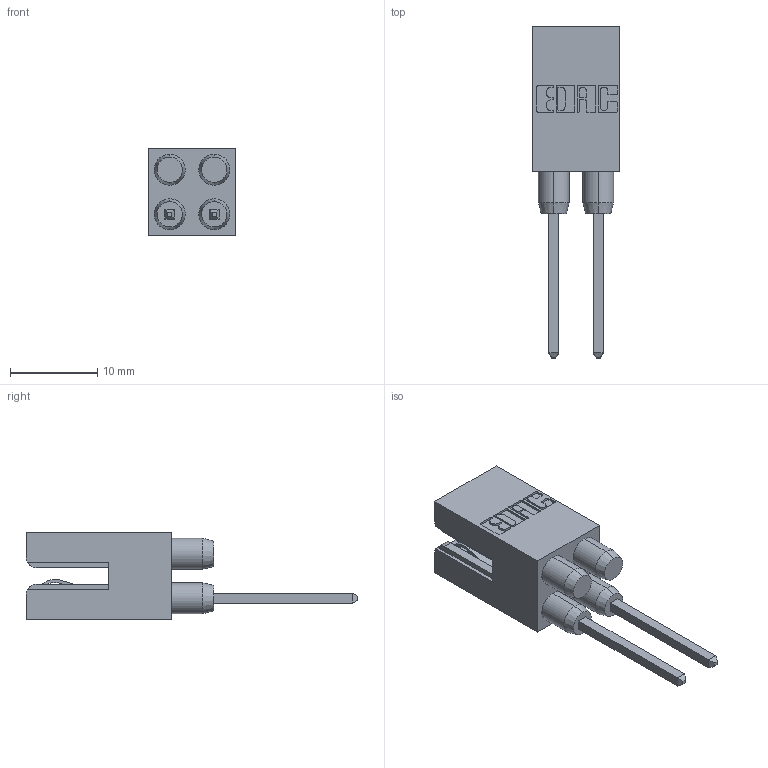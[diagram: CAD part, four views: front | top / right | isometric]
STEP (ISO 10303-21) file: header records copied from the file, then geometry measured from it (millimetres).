
FILE_DESCRIPTION (( 'STEP AP214' ), '1' );
FILE_NAME ('243-002-542-101.STEP', '2020-08-12T19:35:35', ( '' ), ( '' ), 'SwSTEP 2.0', 'SolidWorks 2020', '' );
FILE_SCHEMA (( 'AUTOMOTIVE_DESIGN' ));
Length unit declared in the file: inch
Products named in the file (1): 243-002-542-101
Bounding box: 9.96 x 37.95 x 9.96 mm (x, y, z)
Volume: 1597 mm3; surface area: 1540.9 mm2
Topology: 1 solids, 1 shells, 185 faces, 491 edges, 318 vertices
Faces by surface type: plane 119, cylinder 58, cone 8
Entity records: 8166 total; most frequent: DIRECTION 995, CARTESIAN_POINT 995, ORIENTED_EDGE 982, EDGE_CURVE 491, VECTOR 359, LINE 359, AXIS2_PLACEMENT_3D 318, VERTEX_POINT 318
